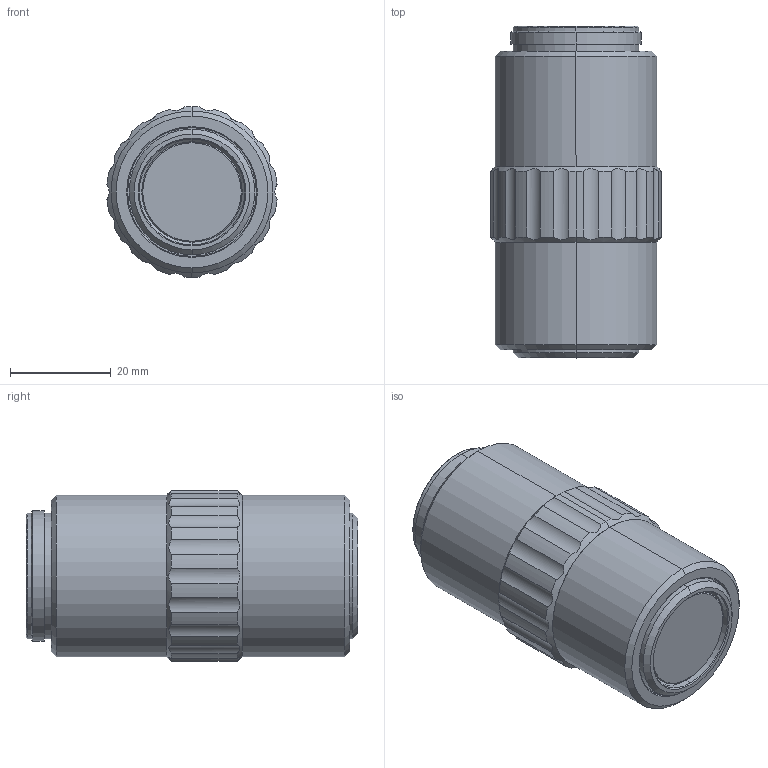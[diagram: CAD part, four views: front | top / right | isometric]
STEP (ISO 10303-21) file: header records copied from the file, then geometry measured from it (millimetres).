
FILE_DESCRIPTION (( 'STEP AP203' ), '1' );
FILE_NAME ('Web Model 46143_Default.step', '2019-01-03T15:21:09', ( '' ), ( '' ), 'SwSTEP 2.0', 'SolidWorks 2016', '' );
FILE_SCHEMA (( 'CONFIG_CONTROL_DESIGN' ));
Length unit declared in the file: millimetre
Products named in the file (1): Web Model 46143_Default
Bounding box: 33.86 x 66 x 34 mm (x, y, z)
Volume: 50317.4 mm3; surface area: 9992.2 mm2
Topology: 1 solids, 1 shells, 119 faces, 281 edges, 175 vertices
Faces by surface type: cylinder 71, cone 35, plane 13
Entity records: 3903 total; most frequent: CARTESIAN_POINT 1066, DIRECTION 604, ORIENTED_EDGE 562, EDGE_CURVE 281, AXIS2_PLACEMENT_3D 249, VERTEX_POINT 175, EDGE_LOOP 130, CIRCLE 129
